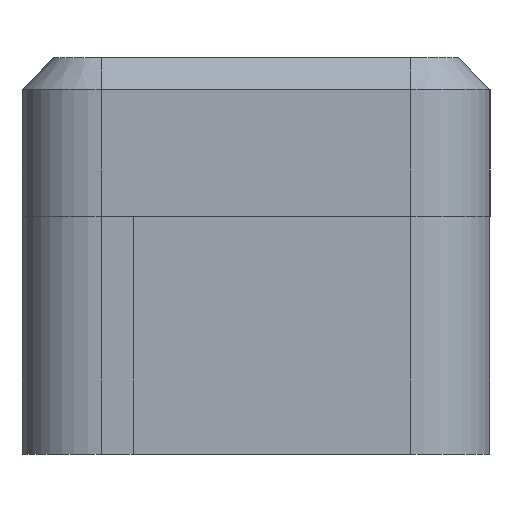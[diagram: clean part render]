
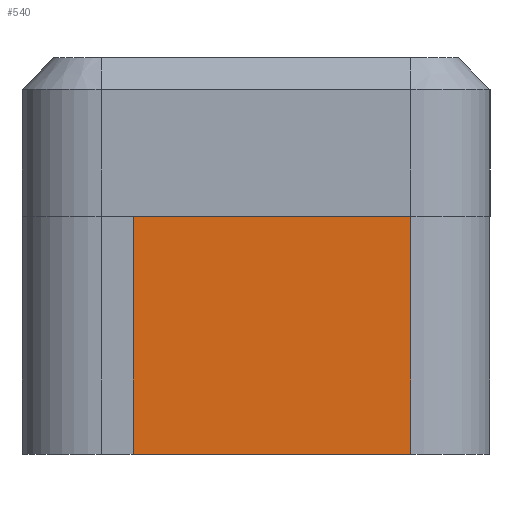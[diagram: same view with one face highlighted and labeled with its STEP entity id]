
A CAD part, left-side view. The second image highlights one B-rep face of the part: STEP entity #540.
In plain terms, the highlighted planar face has unit normal (-1, 0, 0).
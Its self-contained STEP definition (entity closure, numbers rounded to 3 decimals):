
#32 = EDGE_CURVE('',#33,#35,#37,.T.);
#33 = VERTEX_POINT('',#34);
#34 = CARTESIAN_POINT('',(161.99,-69.656,5.2));
#35 = VERTEX_POINT('',#36);
#36 = CARTESIAN_POINT('',(161.99,-73.156,5.2));
#37 = LINE('',#38,#39);
#38 = CARTESIAN_POINT('',(161.99,-71.906,5.2));
#39 = VECTOR('',#40,1.);
#40 = DIRECTION('',(0.,-1.,0.));
#458 = VERTEX_POINT('',#459);
#459 = CARTESIAN_POINT('',(161.99,-73.156,2.2));
#466 = EDGE_CURVE('',#458,#467,#469,.T.);
#467 = VERTEX_POINT('',#468);
#468 = CARTESIAN_POINT('',(161.99,-69.656,2.2));
#469 = LINE('',#470,#471);
#470 = CARTESIAN_POINT('',(161.99,-71.906,2.2));
#471 = VECTOR('',#472,1.);
#472 = DIRECTION('',(0.,1.,0.));
#505 = EDGE_CURVE('',#467,#33,#506,.T.);
#506 = LINE('',#507,#508);
#507 = CARTESIAN_POINT('',(161.99,-69.656,2.198));
#508 = VECTOR('',#509,1.);
#509 = DIRECTION('',(0.,0.,1.));
#540 = ADVANCED_FACE('',(#541),#552,.F.);
#541 = FACE_BOUND('',#542,.T.);
#542 = EDGE_LOOP('',(#543,#544,#545,#546));
#543 = ORIENTED_EDGE('',*,*,#32,.F.);
#544 = ORIENTED_EDGE('',*,*,#505,.F.);
#545 = ORIENTED_EDGE('',*,*,#466,.F.);
#546 = ORIENTED_EDGE('',*,*,#547,.T.);
#547 = EDGE_CURVE('',#458,#35,#548,.T.);
#548 = LINE('',#549,#550);
#549 = CARTESIAN_POINT('',(161.99,-73.156,2.2));
#550 = VECTOR('',#551,1.);
#551 = DIRECTION('',(0.,0.,1.));
#552 = PLANE('',#553);
#553 = AXIS2_PLACEMENT_3D('',#554,#555,#556);
#554 = CARTESIAN_POINT('',(161.99,-71.906,2.198));
#555 = DIRECTION('',(1.,0.,0.));
#556 = DIRECTION('',(0.,0.,1.));
